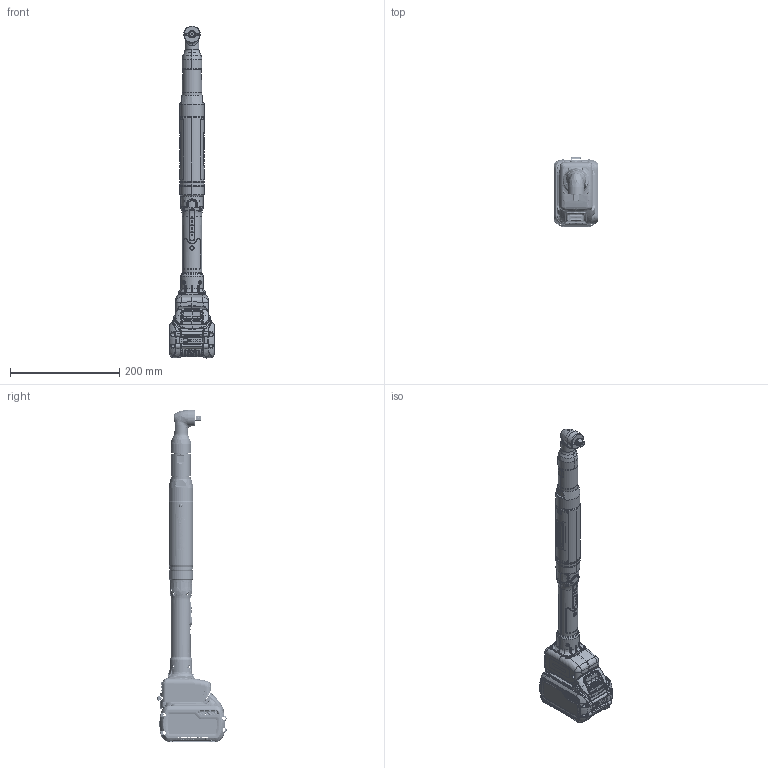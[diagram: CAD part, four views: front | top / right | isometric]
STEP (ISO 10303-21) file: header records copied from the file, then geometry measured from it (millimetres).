
FILE_DESCRIPTION((''),'2;1');
FILE_NAME('B33LA15-40','2018-08-08T',('TAS0721'),(''),'PRO/ENGINEER BY PARAMETRIC TECHNOLOGY CORPORATION, 2016360','PRO/ENGINEER BY PARAMETRIC TECHNOLOGY CORPORATION, 2016360','');
FILE_SCHEMA(('CONFIG_CONTROL_DESIGN'));
Length unit declared in the file: inch
Products named in the file (1): B33LA15-40
Bounding box: 82 x 126.5 x 606.95 mm (x, y, z)
Surface area: 271306.8 mm2 (no closed solid volume)
Topology: 0 solids, 668 shells, 3204 faces, 16548 edges, 13683 vertices
Faces by surface type: cylinder 968, bspline 861, plane 811, cone 299, torus 156, extrusion 105, sphere 4
Entity records: 251223 total; most frequent: CARTESIAN_POINT 142090, ORIENTED_EDGE 20913, DIRECTION 16701, EDGE_CURVE 16541, VERTEX_POINT 13683, B_SPLINE_CURVE_WITH_KNOTS 7555, VECTOR 6167, LINE 6062
